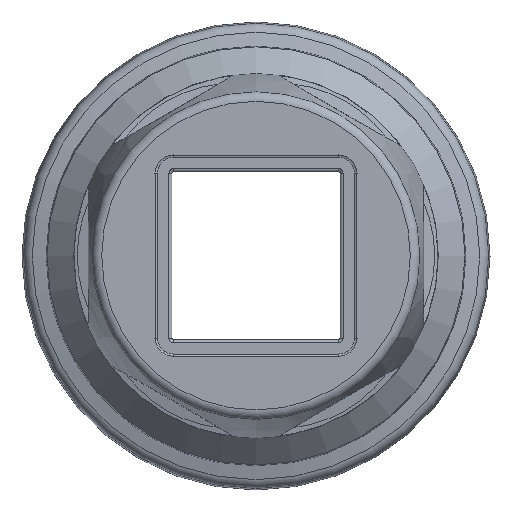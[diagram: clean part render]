
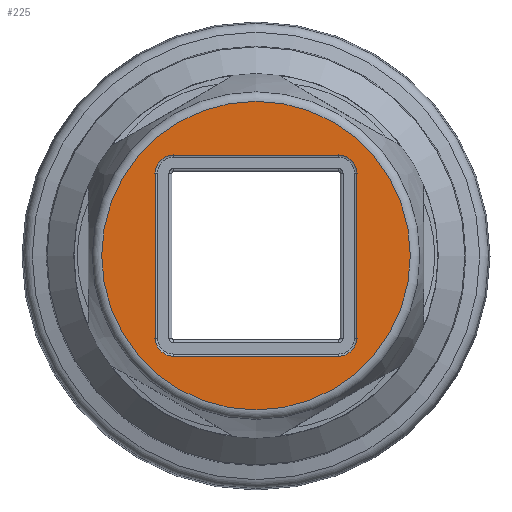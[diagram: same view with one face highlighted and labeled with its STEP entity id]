
A CAD part, top view. The second image highlights one B-rep face of the part: STEP entity #225.
In plain terms, the highlighted planar face has unit normal (0, 0, 1).
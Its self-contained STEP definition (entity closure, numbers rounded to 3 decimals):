
#119=FACE_BOUND('',#440,.T.);
#120=FACE_BOUND('',#441,.T.);
#157=CIRCLE('',#1551,15.734);
#158=CIRCLE('',#1552,1.834);
#159=CIRCLE('',#1553,1.834);
#160=CIRCLE('',#1554,1.834);
#161=CIRCLE('',#1555,1.834);
#225=ADVANCED_FACE('',(#119,#120),#309,.F.);
#309=PLANE('',#1556);
#440=EDGE_LOOP('',(#710));
#441=EDGE_LOOP('',(#711,#712,#713,#714,#715,#716,#717,#718));
#710=ORIENTED_EDGE('',*,*,#1240,.T.);
#711=ORIENTED_EDGE('',*,*,#1241,.T.);
#712=ORIENTED_EDGE('',*,*,#1242,.T.);
#713=ORIENTED_EDGE('',*,*,#1243,.T.);
#714=ORIENTED_EDGE('',*,*,#1244,.T.);
#715=ORIENTED_EDGE('',*,*,#1245,.T.);
#716=ORIENTED_EDGE('',*,*,#1246,.T.);
#717=ORIENTED_EDGE('',*,*,#1247,.T.);
#718=ORIENTED_EDGE('',*,*,#1248,.T.);
#1085=VERTEX_POINT('',#4342);
#1086=VERTEX_POINT('',#4344);
#1087=VERTEX_POINT('',#4345);
#1088=VERTEX_POINT('',#4347);
#1089=VERTEX_POINT('',#4349);
#1090=VERTEX_POINT('',#4351);
#1091=VERTEX_POINT('',#4353);
#1092=VERTEX_POINT('',#4355);
#1093=VERTEX_POINT('',#4357);
#1240=EDGE_CURVE('',#1085,#1085,#157,.T.);
#1241=EDGE_CURVE('',#1086,#1087,#1379,.T.);
#1242=EDGE_CURVE('',#1087,#1088,#158,.T.);
#1243=EDGE_CURVE('',#1088,#1089,#1380,.T.);
#1244=EDGE_CURVE('',#1089,#1090,#159,.T.);
#1245=EDGE_CURVE('',#1090,#1091,#1381,.T.);
#1246=EDGE_CURVE('',#1091,#1092,#160,.T.);
#1247=EDGE_CURVE('',#1092,#1093,#1382,.T.);
#1248=EDGE_CURVE('',#1093,#1086,#161,.T.);
#1379=LINE('',#4343,#1453);
#1380=LINE('',#4348,#1454);
#1381=LINE('',#4352,#1455);
#1382=LINE('',#4356,#1456);
#1453=VECTOR('',#1792,1.);
#1454=VECTOR('',#1795,1.);
#1455=VECTOR('',#1798,1.);
#1456=VECTOR('',#1801,1.);
#1551=AXIS2_PLACEMENT_3D('',#4341,#1790,#1791);
#1552=AXIS2_PLACEMENT_3D('',#4346,#1793,#1794);
#1553=AXIS2_PLACEMENT_3D('',#4350,#1796,#1797);
#1554=AXIS2_PLACEMENT_3D('',#4354,#1799,#1800);
#1555=AXIS2_PLACEMENT_3D('',#4358,#1802,#1803);
#1556=AXIS2_PLACEMENT_3D('',#4359,#1804,#1805);
#1790=DIRECTION('',(0.,0.,1.));
#1791=DIRECTION('',(0.,1.,0.));
#1792=DIRECTION('',(1.,0.,0.));
#1793=DIRECTION('',(0.,0.,-1.));
#1794=DIRECTION('',(0.,-1.,0.));
#1795=DIRECTION('',(0.,-1.,0.));
#1796=DIRECTION('',(0.,0.,-1.));
#1797=DIRECTION('',(0.,-1.,0.));
#1798=DIRECTION('',(-1.,0.,0.));
#1799=DIRECTION('',(0.,0.,-1.));
#1800=DIRECTION('',(0.,-1.,0.));
#1801=DIRECTION('',(0.,1.,0.));
#1802=DIRECTION('',(0.,0.,-1.));
#1803=DIRECTION('',(0.,-1.,0.));
#1804=DIRECTION('',(0.,0.,-1.));
#1805=DIRECTION('',(0.,1.,0.));
#4341=CARTESIAN_POINT('',(0.,0.,18.3));
#4342=CARTESIAN_POINT('',(0.,15.734,18.3));
#4343=CARTESIAN_POINT('',(-8.425,10.259,18.3));
#4344=CARTESIAN_POINT('',(-8.425,10.259,18.3));
#4345=CARTESIAN_POINT('',(8.425,10.259,18.3));
#4346=CARTESIAN_POINT('',(8.425,8.425,18.3));
#4347=CARTESIAN_POINT('',(10.259,8.425,18.3));
#4348=CARTESIAN_POINT('',(10.259,8.425,18.3));
#4349=CARTESIAN_POINT('',(10.259,-8.425,18.3));
#4350=CARTESIAN_POINT('',(8.425,-8.425,18.3));
#4351=CARTESIAN_POINT('',(8.425,-10.259,18.3));
#4352=CARTESIAN_POINT('',(8.425,-10.259,18.3));
#4353=CARTESIAN_POINT('',(-8.425,-10.259,18.3));
#4354=CARTESIAN_POINT('',(-8.425,-8.425,18.3));
#4355=CARTESIAN_POINT('',(-10.259,-8.425,18.3));
#4356=CARTESIAN_POINT('',(-10.259,-8.425,18.3));
#4357=CARTESIAN_POINT('',(-10.259,8.425,18.3));
#4358=CARTESIAN_POINT('',(-8.425,8.425,18.3));
#4359=CARTESIAN_POINT('',(15.346,0.,18.3));
